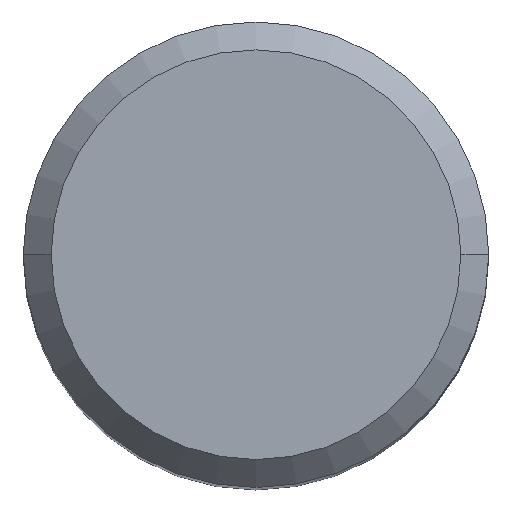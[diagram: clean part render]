
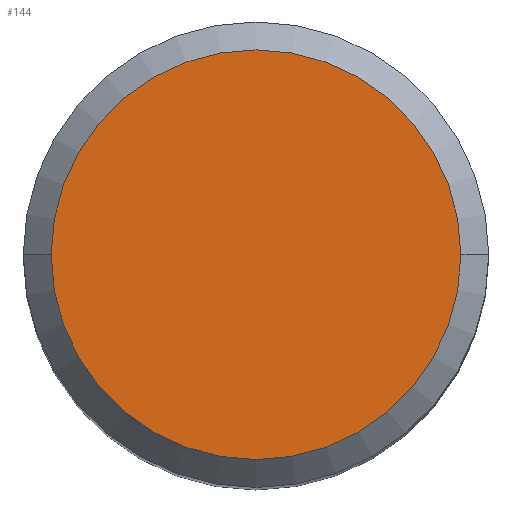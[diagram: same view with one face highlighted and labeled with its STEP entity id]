
A CAD part, top view. The second image highlights one B-rep face of the part: STEP entity #144.
In plain terms, the highlighted planar face has unit normal (0, 0, 1).
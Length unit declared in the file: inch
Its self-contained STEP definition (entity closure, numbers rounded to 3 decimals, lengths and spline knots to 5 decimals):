
#3 = AXIS2_PLACEMENT_3D ( 'NONE', #235, #348, #102 ) ;
#47 = ORIENTED_EDGE ( 'NONE', *, *, #125, .T. ) ;
#57 = FACE_OUTER_BOUND ( 'NONE', #377, .T. ) ;
#68 = EDGE_CURVE ( 'NONE', #257, #338, #203, .T. ) ;
#70 = CARTESIAN_POINT ( 'NONE',  ( 0.11, 0., 0. ) ) ;
#72 = AXIS2_PLACEMENT_3D ( 'NONE', #282, #88, #113 ) ;
#88 = DIRECTION ( 'NONE',  ( 0., 0., -1. ) ) ;
#90 = PLANE ( 'NONE',  #72 ) ;
#102 = DIRECTION ( 'NONE',  ( 1., 0., 0. ) ) ;
#109 = ORIENTED_EDGE ( 'NONE', *, *, #68, .T. ) ;
#113 = DIRECTION ( 'NONE',  ( -1., 0., 0. ) ) ;
#116 = DIRECTION ( 'NONE',  ( 1., 0., 0. ) ) ;
#125 = EDGE_CURVE ( 'NONE', #338, #257, #449, .T. ) ;
#143 = CARTESIAN_POINT ( 'NONE',  ( -0.11, 0., 0. ) ) ;
#144 = ADVANCED_FACE ( 'NONE', ( #57 ), #90, .F. ) ;
#187 = DIRECTION ( 'NONE',  ( 0., 0., 1. ) ) ;
#203 = CIRCLE ( 'NONE', #387, 0.11 ) ;
#235 = CARTESIAN_POINT ( 'NONE',  ( 0., 0., 0. ) ) ;
#257 = VERTEX_POINT ( 'NONE', #143 ) ;
#282 = CARTESIAN_POINT ( 'NONE',  ( 0., 0.11, 0. ) ) ;
#309 = CARTESIAN_POINT ( 'NONE',  ( 0., 0., 0. ) ) ;
#338 = VERTEX_POINT ( 'NONE', #70 ) ;
#348 = DIRECTION ( 'NONE',  ( 0., 0., 1. ) ) ;
#377 = EDGE_LOOP ( 'NONE', ( #109, #47 ) ) ;
#387 = AXIS2_PLACEMENT_3D ( 'NONE', #309, #187, #116 ) ;
#449 = CIRCLE ( 'NONE', #3, 0.11 ) ;
